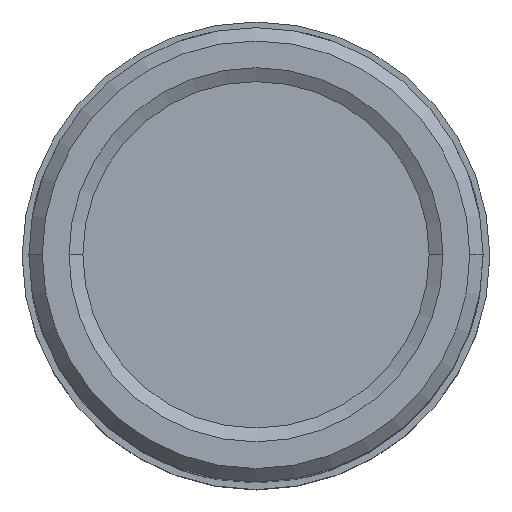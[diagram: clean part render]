
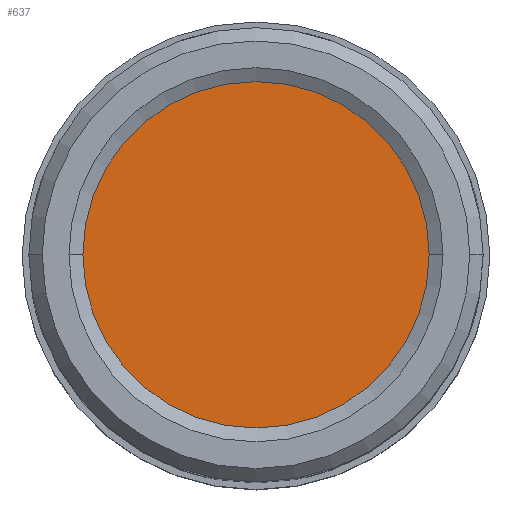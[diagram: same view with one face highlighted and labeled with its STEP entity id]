
A CAD part, top view. The second image highlights one B-rep face of the part: STEP entity #637.
In plain terms, the highlighted planar face has unit normal (0, 0, 1).
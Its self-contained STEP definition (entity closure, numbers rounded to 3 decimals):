
#637=ADVANCED_FACE('115',(#842),#710,.T.);
#710=PLANE('',#4170);
#842=FACE_OUTER_BOUND('',#2288,.T.);
#1363=ORIENTED_EDGE('',*,*,#1843,.T.);
#1364=ORIENTED_EDGE('',*,*,#1844,.T.);
#1843=EDGE_CURVE('319',#2161,#2162,#1939,.T.);
#1844=EDGE_CURVE('320',#2162,#2161,#1940,.T.);
#1939=CIRCLE('',#4168,6.48);
#1940=CIRCLE('',#4169,6.48);
#2161=VERTEX_POINT('207',#3344);
#2162=VERTEX_POINT('219',#3345);
#2288=EDGE_LOOP('',(#1363,#1364));
#3344=CARTESIAN_POINT('',(-6.48,0.,37.9));
#3345=CARTESIAN_POINT('',(6.48,0.,37.9));
#3346=CARTESIAN_POINT('',(0.,0.,37.9));
#3347=CARTESIAN_POINT('',(0.,0.,37.9));
#3348=CARTESIAN_POINT('',(6.98,-6.98,37.9));
#3911=DIRECTION('',(-1.,0.,0.));
#3912=DIRECTION('',(0.,0.,1.));
#3913=DIRECTION('',(1.,0.,0.));
#3914=DIRECTION('',(0.,0.,1.));
#3915=DIRECTION('',(0.,1.,0.));
#3916=DIRECTION('',(0.,0.,1.));
#4168=AXIS2_PLACEMENT_3D('',#3346,#3912,#3911);
#4169=AXIS2_PLACEMENT_3D('',#3347,#3914,#3913);
#4170=AXIS2_PLACEMENT_3D('',#3348,#3916,#3915);
